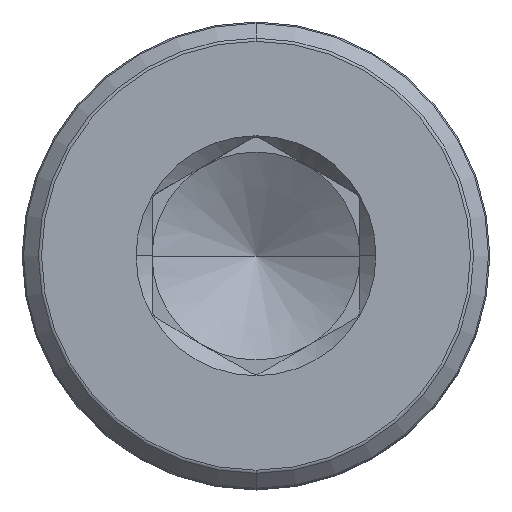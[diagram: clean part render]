
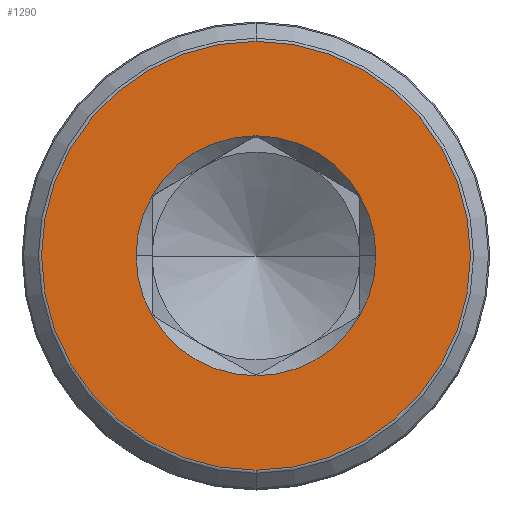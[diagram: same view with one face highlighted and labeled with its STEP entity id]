
A CAD part, top view. The second image highlights one B-rep face of the part: STEP entity #1290.
In plain terms, the highlighted planar face has unit normal (0, 0, 1).
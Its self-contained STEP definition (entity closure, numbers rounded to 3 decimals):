
#49 = DIRECTION ( 'NONE',  ( 0., -1., 0. ) ) ;
#53 = DIRECTION ( 'NONE',  ( 0., 0., 1. ) ) ;
#90 = FACE_BOUND ( 'NONE', #2038, .T. ) ;
#364 = CARTESIAN_POINT ( 'NONE',  ( 0., 0., 4.25 ) ) ;
#383 = CARTESIAN_POINT ( 'NONE',  ( 0., 0., 4.25 ) ) ;
#411 = DIRECTION ( 'NONE',  ( 1., 0., 0. ) ) ;
#492 = EDGE_CURVE ( 'NONE', #1461, #1970, #1414, .T. ) ;
#596 = EDGE_LOOP ( 'NONE', ( #3453, #1517 ) ) ;
#701 = CARTESIAN_POINT ( 'NONE',  ( 0., 0., 4.25 ) ) ;
#737 = DIRECTION ( 'NONE',  ( 1., 0., 0. ) ) ;
#745 = AXIS2_PLACEMENT_3D ( 'NONE', #383, #53, #737 ) ;
#1017 = DIRECTION ( 'NONE',  ( 0., 0., 1. ) ) ;
#1064 = FACE_OUTER_BOUND ( 'NONE', #596, .T. ) ;
#1124 = CARTESIAN_POINT ( 'NONE',  ( -1.155, 0., 4.25 ) ) ;
#1129 = EDGE_CURVE ( 'NONE', #1970, #1461, #1316, .T. ) ;
#1288 = CARTESIAN_POINT ( 'NONE',  ( 0., 2.064, 4.25 ) ) ;
#1290 = ADVANCED_FACE ( 'NONE', ( #90, #1064 ), #1622, .F. ) ;
#1316 = CIRCLE ( 'NONE', #2999, 1.155 ) ;
#1414 = CIRCLE ( 'NONE', #745, 1.155 ) ;
#1461 = VERTEX_POINT ( 'NONE', #1659 ) ;
#1517 = ORIENTED_EDGE ( 'NONE', *, *, #3429, .T. ) ;
#1622 = PLANE ( 'NONE',  #1834 ) ;
#1633 = CARTESIAN_POINT ( 'NONE',  ( 0., 0., 4.25 ) ) ;
#1659 = CARTESIAN_POINT ( 'NONE',  ( 1.155, 0., 4.25 ) ) ;
#1733 = VERTEX_POINT ( 'NONE', #3847 ) ;
#1834 = AXIS2_PLACEMENT_3D ( 'NONE', #1288, #3745, #2863 ) ;
#1970 = VERTEX_POINT ( 'NONE', #1124 ) ;
#2038 = EDGE_LOOP ( 'NONE', ( #3345, #3028 ) ) ;
#2120 = AXIS2_PLACEMENT_3D ( 'NONE', #701, #1017, #3474 ) ;
#2157 = CIRCLE ( 'NONE', #3583, 2.064 ) ;
#2435 = CIRCLE ( 'NONE', #2120, 2.064 ) ;
#2863 = DIRECTION ( 'NONE',  ( 0., 1., 0. ) ) ;
#2912 = VERTEX_POINT ( 'NONE', #3456 ) ;
#2999 = AXIS2_PLACEMENT_3D ( 'NONE', #1633, #3790, #411 ) ;
#3028 = ORIENTED_EDGE ( 'NONE', *, *, #1129, .F. ) ;
#3345 = ORIENTED_EDGE ( 'NONE', *, *, #492, .F. ) ;
#3429 = EDGE_CURVE ( 'NONE', #2912, #1733, #2157, .T. ) ;
#3453 = ORIENTED_EDGE ( 'NONE', *, *, #3515, .T. ) ;
#3456 = CARTESIAN_POINT ( 'NONE',  ( 0., 2.064, 4.25 ) ) ;
#3474 = DIRECTION ( 'NONE',  ( 0., -1., 0. ) ) ;
#3515 = EDGE_CURVE ( 'NONE', #1733, #2912, #2435, .T. ) ;
#3583 = AXIS2_PLACEMENT_3D ( 'NONE', #364, #3789, #49 ) ;
#3745 = DIRECTION ( 'NONE',  ( 0., 0., -1. ) ) ;
#3789 = DIRECTION ( 'NONE',  ( 0., 0., 1. ) ) ;
#3790 = DIRECTION ( 'NONE',  ( 0., 0., 1. ) ) ;
#3847 = CARTESIAN_POINT ( 'NONE',  ( 0., -2.064, 4.25 ) ) ;
